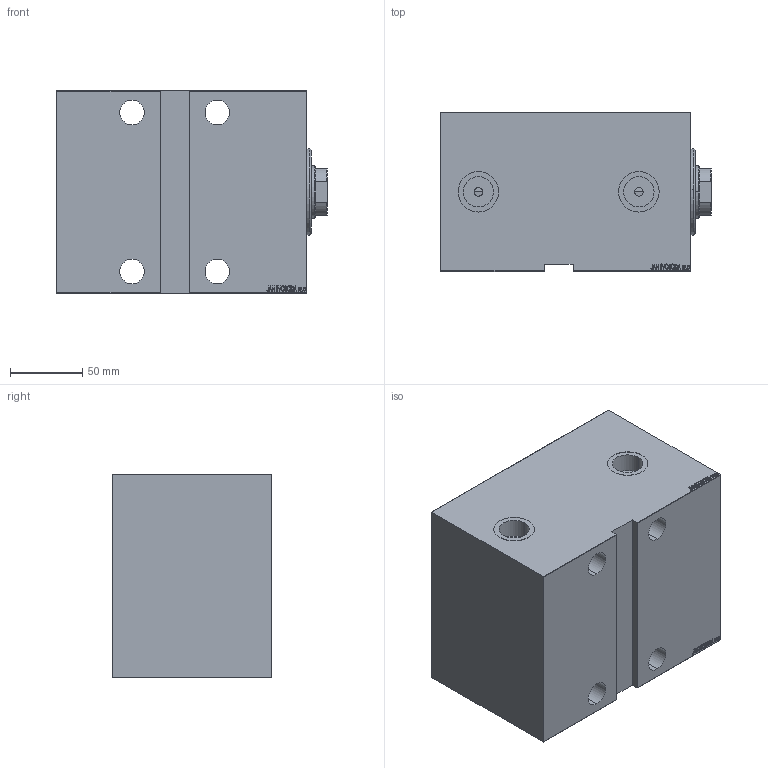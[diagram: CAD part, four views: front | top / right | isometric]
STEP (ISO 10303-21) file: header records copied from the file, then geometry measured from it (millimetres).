
FILE_DESCRIPTION (( 'STEP AP203' ), '1' );
FILE_NAME ('59d9.STEP', '2022-04-17T13:15:35', ( '' ), ( '' ), 'SwSTEP 2.0', 'SolidWorks 2019', '' );
FILE_SCHEMA (( 'CONFIG_CONTROL_DESIGN' ));
Length unit declared in the file: millimetre
Products named in the file (4): V450CM_G_VCP 2af3746187e8c8639295e2e31a6bcb38; 59d9; V450CM_VC_G 2af3746187e8c8639295e2e31a6bcb38; V450CM_G_Body 2af3746187e8c8639295e2e31a6bcb38
Assembly tree (3 placements, depth 2):
  59d9
    V450CM_G_Body 2af3746187e8c8639295e2e31a6bcb38
    V450CM_G_VCP 2af3746187e8c8639295e2e31a6bcb38
    V450CM_VC_G 2af3746187e8c8639295e2e31a6bcb38
Bounding box: 187 x 110 x 140 mm (x, y, z)
Volume: 2055067.8 mm3; surface area: 236399.3 mm2
Topology: 3 solids, 3 shells, 856 faces, 2207 edges, 1463 vertices
Faces by surface type: plane 410, bspline 380, cylinder 52, cone 14
Entity records: 43293 total; most frequent: CARTESIAN_POINT 24512, ORIENTED_EDGE 4410, DIRECTION 2511, EDGE_CURVE 2205, VERTEX_POINT 1463, LINE 1315, VECTOR 1315, EDGE_LOOP 978
